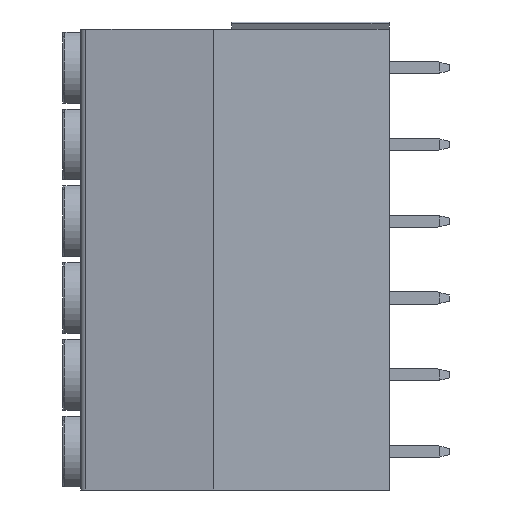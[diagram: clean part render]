
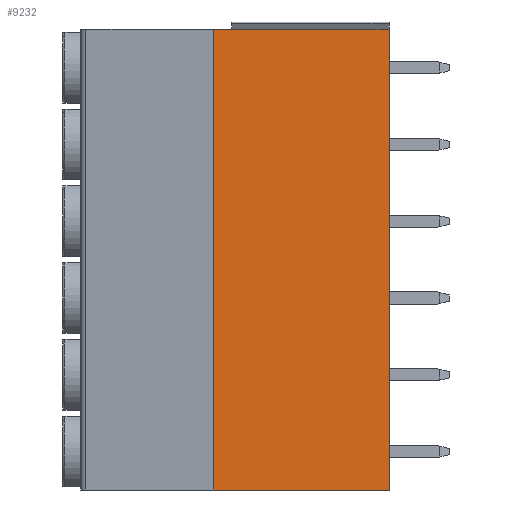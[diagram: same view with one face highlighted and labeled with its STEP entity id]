
A CAD part, left-side view. The second image highlights one B-rep face of the part: STEP entity #9232.
In plain terms, the highlighted planar face has unit normal (-1, 0, 0).
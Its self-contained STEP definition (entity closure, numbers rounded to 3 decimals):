
#27=DIRECTION('',(0.,1.,0.));
#28=VECTOR('',#27,14.5);
#29=CARTESIAN_POINT('',(-7.925,-12.75,3.175));
#30=LINE('',#29,#28);
#309=DIRECTION('',(0.,0.,1.));
#310=VECTOR('',#309,38.1);
#311=CARTESIAN_POINT('',(-7.925,-12.75,-34.925));
#312=LINE('',#311,#310);
#3043=DIRECTION('',(0.,1.,0.));
#3044=VECTOR('',#3043,14.5);
#3045=CARTESIAN_POINT('',(-7.925,-12.75,-34.925));
#3046=LINE('',#3045,#3044);
#3175=DIRECTION('',(0.,0.,1.));
#3176=VECTOR('',#3175,38.1);
#3177=CARTESIAN_POINT('',(-7.925,1.75,-34.925));
#3178=LINE('',#3177,#3176);
#4185=CARTESIAN_POINT('',(-7.925,1.75,3.175));
#4186=VERTEX_POINT('',#4185);
#4187=CARTESIAN_POINT('',(-7.925,-12.75,3.175));
#4188=VERTEX_POINT('',#4187);
#4211=CARTESIAN_POINT('',(-7.925,1.75,-34.925));
#4212=VERTEX_POINT('',#4211);
#4213=CARTESIAN_POINT('',(-7.925,-12.75,-34.925));
#4214=VERTEX_POINT('',#4213);
#9221=CARTESIAN_POINT('',(-7.925,1.75,3.175));
#9222=DIRECTION('',(-1.,0.,0.));
#9223=DIRECTION('',(0.,-1.,0.));
#9224=AXIS2_PLACEMENT_3D('',#9221,#9222,#9223);
#9225=PLANE('',#9224);
#9226=ORIENTED_EDGE('',*,*,#5298,.F.);
#9227=ORIENTED_EDGE('',*,*,#5442,.F.);
#9228=ORIENTED_EDGE('',*,*,#8961,.T.);
#9229=ORIENTED_EDGE('',*,*,#9214,.T.);
#9230=EDGE_LOOP('',(#9226,#9227,#9228,#9229));
#9231=FACE_OUTER_BOUND('',#9230,.F.);
#5298=EDGE_CURVE('',#4188,#4186,#30,.T.);
#5442=EDGE_CURVE('',#4214,#4188,#312,.T.);
#8961=EDGE_CURVE('',#4214,#4212,#3046,.T.);
#9214=EDGE_CURVE('',#4212,#4186,#3178,.T.);
#9232=ADVANCED_FACE('',(#9231),#9225,.T.);
